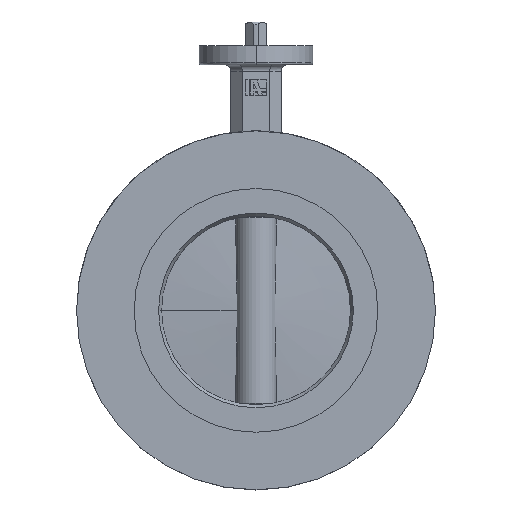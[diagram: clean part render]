
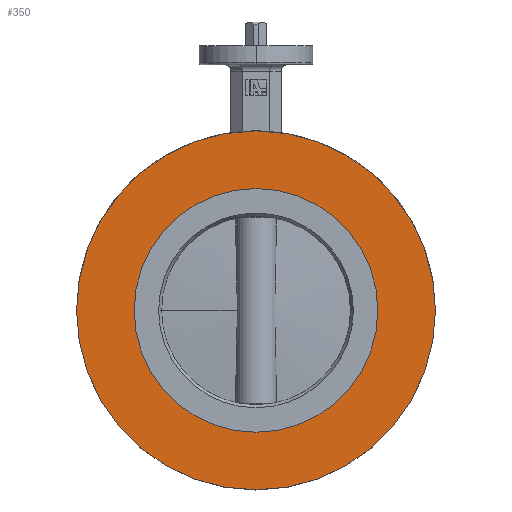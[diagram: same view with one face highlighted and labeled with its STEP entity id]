
A CAD part, top view. The second image highlights one B-rep face of the part: STEP entity #350.
In plain terms, the highlighted planar face has unit normal (0, 0, 1).
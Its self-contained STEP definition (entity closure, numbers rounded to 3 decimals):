
#350 = ADVANCED_FACE ( 'NONE', ( #1630, #1632 ), #449, .T. ) ;
#445 = DIRECTION ( 'NONE',  ( 1., 0., 0. ) ) ;
#449 = PLANE ( 'NONE',  #3334 ) ;
#450 = DIRECTION ( 'NONE',  ( 1., 0., 0. ) ) ;
#451 = DIRECTION ( 'NONE',  ( 0., 0., 1. ) ) ;
#452 = CARTESIAN_POINT ( 'NONE',  ( 0., 0., 28. ) ) ;
#456 = CARTESIAN_POINT ( 'NONE',  ( 0., 0., 28. ) ) ;
#463 = DIRECTION ( 'NONE',  ( 0., 0., 1. ) ) ;
#828 = CARTESIAN_POINT ( 'NONE',  ( 0., 0., 28. ) ) ;
#829 = DIRECTION ( 'NONE',  ( 0., 0., 1. ) ) ;
#830 = DIRECTION ( 'NONE',  ( 1., 0., 0. ) ) ;
#988 = EDGE_CURVE ( 'NONE', #1369, #1318, #1662, .T. ) ;
#999 = EDGE_CURVE ( 'NONE', #1361, #1328, #1679, .T. ) ;
#1071 = CIRCLE ( 'NONE', #3463, 142.5 ) ;
#1318 = VERTEX_POINT ( 'NONE', #2057 ) ;
#1328 = VERTEX_POINT ( 'NONE', #2037 ) ;
#1361 = VERTEX_POINT ( 'NONE', #2097 ) ;
#1369 = VERTEX_POINT ( 'NONE', #2088 ) ;
#1389 = EDGE_LOOP ( 'NONE', ( #2383, #2384 ) ) ;
#1419 = EDGE_LOOP ( 'NONE', ( #2385, #2386 ) ) ;
#1630 = FACE_BOUND ( 'NONE', #1389, .T. ) ;
#1632 = FACE_OUTER_BOUND ( 'NONE', #1419, .T. ) ;
#1662 = CIRCLE ( 'NONE', #3363, 142.5 ) ;
#1679 = CIRCLE ( 'NONE', #3368, 96.75 ) ;
#2010 = CIRCLE ( 'NONE', #3442, 96.75 ) ;
#2037 = CARTESIAN_POINT ( 'NONE',  ( 96.75, 0., 28. ) ) ;
#2057 = CARTESIAN_POINT ( 'NONE',  ( 142.5, 0., 28. ) ) ;
#2088 = CARTESIAN_POINT ( 'NONE',  ( -142.5, 0., 28. ) ) ;
#2097 = CARTESIAN_POINT ( 'NONE',  ( -96.75, 0., 28. ) ) ;
#2383 = ORIENTED_EDGE ( 'NONE', *, *, #3886, .F. ) ;
#2384 = ORIENTED_EDGE ( 'NONE', *, *, #999, .F. ) ;
#2385 = ORIENTED_EDGE ( 'NONE', *, *, #988, .T. ) ;
#2386 = ORIENTED_EDGE ( 'NONE', *, *, #4404, .T. ) ;
#2949 = CARTESIAN_POINT ( 'NONE',  ( 0., 0., 28. ) ) ;
#2950 = DIRECTION ( 'NONE',  ( 0., 0., 1. ) ) ;
#2951 = DIRECTION ( 'NONE',  ( 1., 0., 0. ) ) ;
#3048 = CARTESIAN_POINT ( 'NONE',  ( 0., 0., 28. ) ) ;
#3049 = DIRECTION ( 'NONE',  ( 0., 0., 1. ) ) ;
#3050 = DIRECTION ( 'NONE',  ( 1., 0., 0. ) ) ;
#3334 = AXIS2_PLACEMENT_3D ( 'NONE', #456, #463, #445 ) ;
#3363 = AXIS2_PLACEMENT_3D ( 'NONE', #452, #451, #450 ) ;
#3368 = AXIS2_PLACEMENT_3D ( 'NONE', #828, #829, #830 ) ;
#3442 = AXIS2_PLACEMENT_3D ( 'NONE', #2949, #2950, #2951 ) ;
#3463 = AXIS2_PLACEMENT_3D ( 'NONE', #3048, #3049, #3050 ) ;
#3886 = EDGE_CURVE ( 'NONE', #1328, #1361, #2010, .T. ) ;
#4404 = EDGE_CURVE ( 'NONE', #1318, #1369, #1071, .T. ) ;
